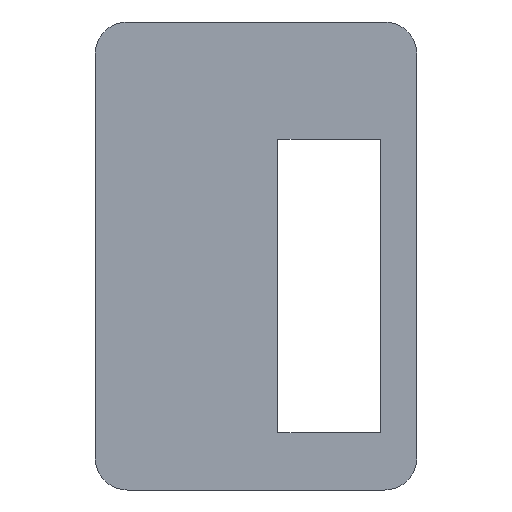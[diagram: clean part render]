
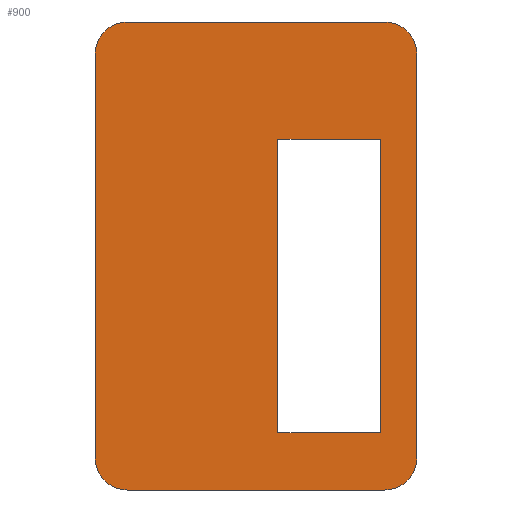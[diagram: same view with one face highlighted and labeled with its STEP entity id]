
A CAD part, front view. The second image highlights one B-rep face of the part: STEP entity #900.
In plain terms, the highlighted planar face has unit normal (0, -1, 0).
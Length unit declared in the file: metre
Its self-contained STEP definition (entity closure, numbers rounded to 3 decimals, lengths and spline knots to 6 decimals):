
#58=CIRCLE('',#982,0.0025);
#59=CIRCLE('',#985,0.0025);
#60=CIRCLE('',#988,0.0025);
#61=CIRCLE('',#990,0.0025);
#170=ORIENTED_EDGE('',*,*,#408,.T.);
#171=ORIENTED_EDGE('',*,*,#409,.F.);
#172=ORIENTED_EDGE('',*,*,#410,.F.);
#173=ORIENTED_EDGE('',*,*,#411,.T.);
#174=ORIENTED_EDGE('',*,*,#397,.T.);
#175=ORIENTED_EDGE('',*,*,#407,.F.);
#176=ORIENTED_EDGE('',*,*,#347,.T.);
#177=ORIENTED_EDGE('',*,*,#406,.F.);
#178=ORIENTED_EDGE('',*,*,#404,.F.);
#179=ORIENTED_EDGE('',*,*,#402,.F.);
#180=ORIENTED_EDGE('',*,*,#400,.F.);
#181=ORIENTED_EDGE('',*,*,#398,.F.);
#347=EDGE_CURVE('',#473,#475,#559,.T.);
#397=EDGE_CURVE('',#520,#521,#591,.T.);
#398=EDGE_CURVE('',#520,#522,#58,.T.);
#400=EDGE_CURVE('',#522,#523,#593,.T.);
#402=EDGE_CURVE('',#523,#524,#59,.T.);
#404=EDGE_CURVE('',#524,#525,#596,.T.);
#406=EDGE_CURVE('',#525,#475,#60,.T.);
#407=EDGE_CURVE('',#473,#521,#61,.T.);
#408=EDGE_CURVE('',#526,#527,#598,.T.);
#409=EDGE_CURVE('',#528,#527,#599,.T.);
#410=EDGE_CURVE('',#529,#528,#600,.T.);
#411=EDGE_CURVE('',#529,#526,#601,.T.);
#473=VERTEX_POINT('',#1348);
#475=VERTEX_POINT('',#1352);
#520=VERTEX_POINT('',#1450);
#521=VERTEX_POINT('',#1452);
#522=VERTEX_POINT('',#1456);
#523=VERTEX_POINT('',#1460);
#524=VERTEX_POINT('',#1464);
#525=VERTEX_POINT('',#1468);
#526=VERTEX_POINT('',#1476);
#527=VERTEX_POINT('',#1477);
#528=VERTEX_POINT('',#1479);
#529=VERTEX_POINT('',#1481);
#559=LINE('',#1353,#647);
#591=LINE('',#1453,#679);
#593=LINE('',#1459,#681);
#596=LINE('',#1467,#684);
#598=LINE('',#1475,#686);
#599=LINE('',#1478,#687);
#600=LINE('',#1480,#688);
#601=LINE('',#1482,#689);
#647=VECTOR('',#1070,1.);
#679=VECTOR('',#1146,1.);
#681=VECTOR('',#1154,1.);
#684=VECTOR('',#1163,1.);
#686=VECTOR('',#1175,1.);
#687=VECTOR('',#1176,1.);
#688=VECTOR('',#1177,1.);
#689=VECTOR('',#1178,1.);
#744=EDGE_LOOP('',(#170,#171,#172,#173));
#745=EDGE_LOOP('',(#174,#175,#176,#177,#178,#179,#180,#181));
#812=FACE_BOUND('',#744,.T.);
#813=FACE_BOUND('',#745,.T.);
#868=PLANE('',#991);
#900=ADVANCED_FACE('',(#812,#813),#868,.F.);
#982=AXIS2_PLACEMENT_3D('',#1455,#1149,#1150);
#985=AXIS2_PLACEMENT_3D('',#1463,#1158,#1159);
#988=AXIS2_PLACEMENT_3D('',#1471,#1167,#1168);
#990=AXIS2_PLACEMENT_3D('',#1473,#1171,#1172);
#991=AXIS2_PLACEMENT_3D('',#1474,#1173,#1174);
#1070=DIRECTION('',(0.,0.,1.));
#1146=DIRECTION('',(1.,0.,0.));
#1149=DIRECTION('',(0.,1.,0.));
#1150=DIRECTION('',(1.,0.,0.));
#1154=DIRECTION('',(0.,0.,1.));
#1158=DIRECTION('',(0.,1.,0.));
#1159=DIRECTION('',(1.,0.,0.));
#1163=DIRECTION('',(1.,0.,0.));
#1167=DIRECTION('',(0.,1.,0.));
#1168=DIRECTION('',(1.,0.,0.));
#1171=DIRECTION('',(0.,1.,0.));
#1172=DIRECTION('',(1.,0.,0.));
#1173=DIRECTION('',(0.,1.,0.));
#1174=DIRECTION('',(1.,0.,0.));
#1175=DIRECTION('',(0.,0.,-1.));
#1176=DIRECTION('',(1.,0.,0.));
#1177=DIRECTION('',(0.,0.,-1.));
#1178=DIRECTION('',(1.,0.,0.));
#1348=CARTESIAN_POINT('',(0.0125,-0.002093,0.000142));
#1352=CARTESIAN_POINT('',(0.0125,-0.002093,0.0315));
#1353=CARTESIAN_POINT('',(0.0125,-0.002093,0.015821));
#1450=CARTESIAN_POINT('',(-0.01,-0.002093,-0.002358));
#1452=CARTESIAN_POINT('',(0.01,-0.002093,-0.002358));
#1453=CARTESIAN_POINT('',(0.,-0.002093,-0.002358));
#1455=CARTESIAN_POINT('',(-0.01,-0.002093,0.000142));
#1456=CARTESIAN_POINT('',(-0.0125,-0.002093,0.000142));
#1459=CARTESIAN_POINT('',(-0.0125,-0.002093,0.015821));
#1460=CARTESIAN_POINT('',(-0.0125,-0.002093,0.0315));
#1463=CARTESIAN_POINT('',(-0.01,-0.002093,0.0315));
#1464=CARTESIAN_POINT('',(-0.01,-0.002093,0.034));
#1467=CARTESIAN_POINT('',(0.,-0.002093,0.034));
#1468=CARTESIAN_POINT('',(0.01,-0.002093,0.034));
#1471=CARTESIAN_POINT('',(0.01,-0.002093,0.0315));
#1473=CARTESIAN_POINT('',(0.01,-0.002093,0.000142));
#1474=CARTESIAN_POINT('',(0.,-0.002093,0.015821));
#1475=CARTESIAN_POINT('',(0.0097,-0.002093,0.0135));
#1476=CARTESIAN_POINT('',(0.0097,-0.002093,0.024901));
#1477=CARTESIAN_POINT('',(0.0097,-0.002093,0.002099));
#1478=CARTESIAN_POINT('',(0.0057,-0.002093,0.002099));
#1479=CARTESIAN_POINT('',(0.0017,-0.002093,0.002099));
#1480=CARTESIAN_POINT('',(0.0017,-0.002093,0.0135));
#1481=CARTESIAN_POINT('',(0.0017,-0.002093,0.024901));
#1482=CARTESIAN_POINT('',(0.0057,-0.002093,0.024901));
